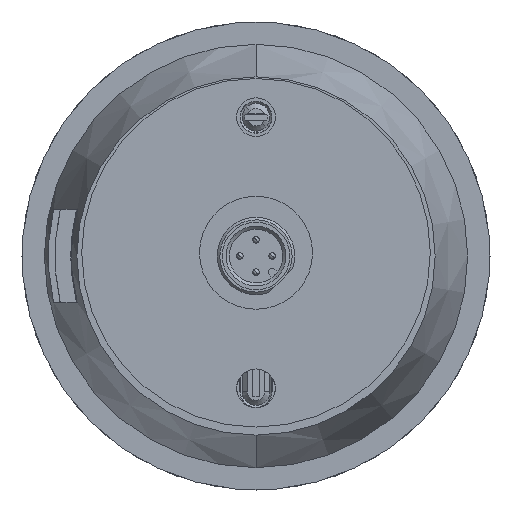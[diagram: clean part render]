
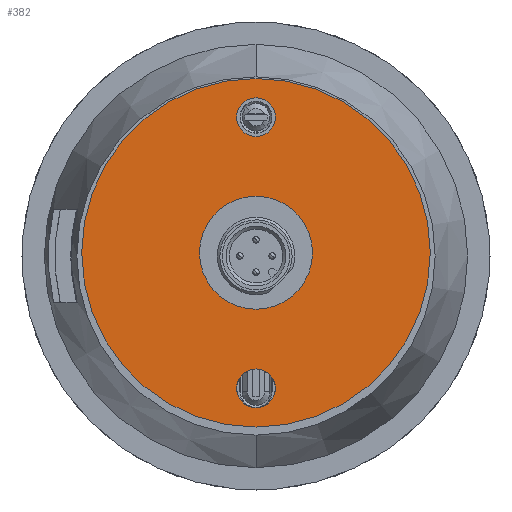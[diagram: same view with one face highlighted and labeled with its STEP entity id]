
A CAD part, front view. The second image highlights one B-rep face of the part: STEP entity #382.
In plain terms, the highlighted planar face has unit normal (0, -1, 0).
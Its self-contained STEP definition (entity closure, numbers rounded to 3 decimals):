
#382=ADVANCED_FACE('NONE',(#951,#952,#953,#954),#955,.F.);
#951=FACE_OUTER_BOUND('',#1720,.T.);
#952=FACE_BOUND('',#1721,.T.);
#953=FACE_BOUND('',#1722,.T.);
#954=FACE_BOUND('',#1723,.T.);
#955=PLANE('',#1724);
#1720=EDGE_LOOP('',(#2783,#2784));
#1721=EDGE_LOOP('',(#2785,#2786));
#1722=EDGE_LOOP('',(#2787,#2788));
#1723=EDGE_LOOP('',(#2789,#2790));
#1724=AXIS2_PLACEMENT_3D('',#2791,#2792,#2793);
#2783=ORIENTED_EDGE('',*,*,#4613,.F.);
#2784=ORIENTED_EDGE('',*,*,#4729,.F.);
#2785=ORIENTED_EDGE('',*,*,#4618,.F.);
#2786=ORIENTED_EDGE('',*,*,#4725,.F.);
#2787=ORIENTED_EDGE('',*,*,#4624,.F.);
#2788=ORIENTED_EDGE('',*,*,#4723,.F.);
#2789=ORIENTED_EDGE('',*,*,#4608,.F.);
#2790=ORIENTED_EDGE('',*,*,#4731,.F.);
#2791=CARTESIAN_POINT('',(36.25,0.,26.25));
#2792=DIRECTION('',(-0.0,1.0,0.0));
#2793=DIRECTION('',(1.0,0.0,0.0));
#4608=EDGE_CURVE('NONE',#5537,#5538,#5539,.T.);
#4613=EDGE_CURVE('NONE',#5546,#5547,#5548,.T.);
#4618=EDGE_CURVE('NONE',#5555,#5556,#5557,.T.);
#4624=EDGE_CURVE('NONE',#5566,#5567,#5568,.T.);
#4723=EDGE_CURVE('NONE',#5567,#5566,#5708,.T.);
#4725=EDGE_CURVE('NONE',#5556,#5555,#5710,.T.);
#4729=EDGE_CURVE('NONE',#5547,#5546,#5715,.T.);
#4731=EDGE_CURVE('NONE',#5538,#5537,#5717,.T.);
#5537=VERTEX_POINT('NONE',#6859);
#5538=VERTEX_POINT('NONE',#6860);
#5539=CIRCLE('',#6861,3.0);
#5546=VERTEX_POINT('NONE',#6870);
#5547=VERTEX_POINT('NONE',#6871);
#5548=CIRCLE('',#6872,27.0);
#5555=VERTEX_POINT('NONE',#6881);
#5556=VERTEX_POINT('NONE',#6882);
#5557=CIRCLE('',#6883,3.0);
#5566=VERTEX_POINT('NONE',#6894);
#5567=VERTEX_POINT('NONE',#6895);
#5568=CIRCLE('',#6896,8.75);
#5708=CIRCLE('',#7072,8.75);
#5710=CIRCLE('',#7074,3.0);
#5715=CIRCLE('',#7079,27.0);
#5717=CIRCLE('',#7081,3.0);
#6859=CARTESIAN_POINT('',(36.25,0.,60.75));
#6860=CARTESIAN_POINT('',(36.25,0.,54.75));
#6861=AXIS2_PLACEMENT_3D('',#8957,#8958,#8959);
#6870=CARTESIAN_POINT('',(36.25,0.,63.75));
#6871=CARTESIAN_POINT('',(36.25,0.,9.75));
#6872=AXIS2_PLACEMENT_3D('',#8965,#8966,#8967);
#6881=CARTESIAN_POINT('',(36.25,0.,18.75));
#6882=CARTESIAN_POINT('',(36.25,0.,12.75));
#6883=AXIS2_PLACEMENT_3D('',#8973,#8974,#8975);
#6894=CARTESIAN_POINT('',(36.25,0.,45.5));
#6895=CARTESIAN_POINT('',(36.25,0.,28.));
#6896=AXIS2_PLACEMENT_3D('',#8984,#8985,#8986);
#7072=AXIS2_PLACEMENT_3D('',#9135,#9136,#9137);
#7074=AXIS2_PLACEMENT_3D('',#9138,#9139,#9140);
#7079=AXIS2_PLACEMENT_3D('',#9147,#9148,#9149);
#7081=AXIS2_PLACEMENT_3D('',#9150,#9151,#9152);
#8957=CARTESIAN_POINT('',(36.25,0.,57.75));
#8958=DIRECTION('',(0.0,-1.0,0.0));
#8959=DIRECTION('',(1.0,0.0,0.0));
#8965=CARTESIAN_POINT('',(36.25,0.,36.75));
#8966=DIRECTION('',(-0.0,1.0,0.0));
#8967=DIRECTION('',(1.0,0.0,0.0));
#8973=CARTESIAN_POINT('',(36.25,0.,15.75));
#8974=DIRECTION('',(0.0,-1.0,0.0));
#8975=DIRECTION('',(1.0,0.0,0.0));
#8984=CARTESIAN_POINT('',(36.25,0.,36.75));
#8985=DIRECTION('',(0.0,-1.0,0.0));
#8986=DIRECTION('',(1.0,0.0,0.0));
#9135=CARTESIAN_POINT('',(36.25,0.,36.75));
#9136=DIRECTION('',(0.0,-1.0,0.0));
#9137=DIRECTION('',(1.0,0.0,0.0));
#9138=CARTESIAN_POINT('',(36.25,0.,15.75));
#9139=DIRECTION('',(0.0,-1.0,0.0));
#9140=DIRECTION('',(1.0,0.0,0.0));
#9147=CARTESIAN_POINT('',(36.25,0.,36.75));
#9148=DIRECTION('',(-0.0,1.0,0.0));
#9149=DIRECTION('',(1.0,0.0,0.0));
#9150=CARTESIAN_POINT('',(36.25,0.,57.75));
#9151=DIRECTION('',(0.0,-1.0,0.0));
#9152=DIRECTION('',(1.0,0.0,0.0));
